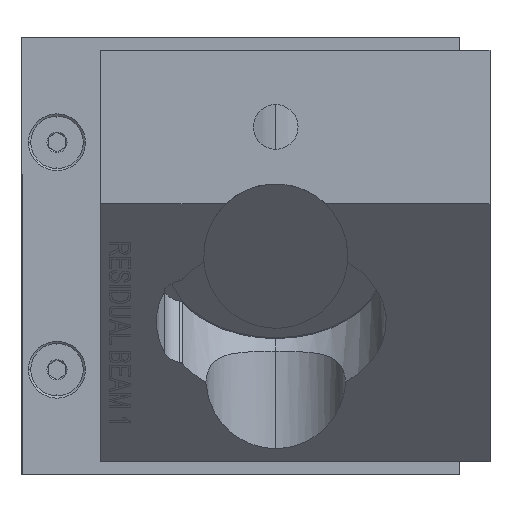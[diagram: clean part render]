
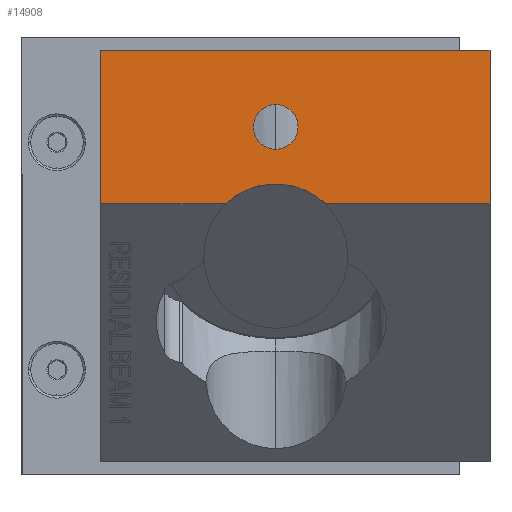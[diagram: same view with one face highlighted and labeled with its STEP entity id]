
A CAD part, left-side view. The second image highlights one B-rep face of the part: STEP entity #14908.
In plain terms, the highlighted planar face has unit normal (-1, 0, 0).
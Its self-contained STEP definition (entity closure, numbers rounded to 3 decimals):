
#7529 = AXIS2_PLACEMENT_3D ( 'NONE', #61767, #104730, #85005 ) ;
#9813 = CIRCLE ( 'NONE', #7529, 2.553 ) ;
#12812 = CARTESIAN_POINT ( 'NONE',  ( -30.562, 6.778, 118.332 ) ) ;
#13989 = AXIS2_PLACEMENT_3D ( 'NONE', #43029, #109175, #119075 ) ;
#14908 = ADVANCED_FACE ( 'NONE', ( #136446, #19585 ), #92804, .T. ) ;
#18024 = DIRECTION ( 'NONE',  ( 0., -1., 0. ) ) ;
#19581 = LINE ( 'NONE', #114659, #50759 ) ;
#19585 = FACE_OUTER_BOUND ( 'NONE', #75728, .T. ) ;
#20287 = CARTESIAN_POINT ( 'NONE',  ( -30.562, 20.365, 88.832 ) ) ;
#20463 = CARTESIAN_POINT ( 'NONE',  ( -30.562, 21.115, 135.832 ) ) ;
#28722 = DIRECTION ( 'NONE',  ( 0., 0., 1. ) ) ;
#28799 = VECTOR ( 'NONE', #18024, 1000. ) ;
#30118 = DIRECTION ( 'NONE',  ( -1., 0., 0. ) ) ;
#30610 = ORIENTED_EDGE ( 'NONE', *, *, #137811, .F. ) ;
#35142 = ORIENTED_EDGE ( 'NONE', *, *, #137723, .F. ) ;
#36696 = VERTEX_POINT ( 'NONE', #39615 ) ;
#39615 = CARTESIAN_POINT ( 'NONE',  ( -30.562, 21.115, 118.332 ) ) ;
#39791 = LINE ( 'NONE', #73500, #118882 ) ;
#41380 = DIRECTION ( 'NONE',  ( 0., -1., 0. ) ) ;
#41498 = ORIENTED_EDGE ( 'NONE', *, *, #95528, .F. ) ;
#42094 = DIRECTION ( 'NONE',  ( 0., 0., 1. ) ) ;
#43029 = CARTESIAN_POINT ( 'NONE',  ( -30.562, 1.115, 112.332 ) ) ;
#44156 = ORIENTED_EDGE ( 'NONE', *, *, #74052, .T. ) ;
#50759 = VECTOR ( 'NONE', #70282, 1000. ) ;
#50855 = VERTEX_POINT ( 'NONE', #12812 ) ;
#51472 = EDGE_LOOP ( 'NONE', ( #41498, #92602 ) ) ;
#51922 = LINE ( 'NONE', #95545, #86717 ) ;
#52008 = CARTESIAN_POINT ( 'NONE',  ( -30.562, -4.547, 118.332 ) ) ;
#60131 = CARTESIAN_POINT ( 'NONE',  ( -30.562, -23.385, 118.332 ) ) ;
#61767 = CARTESIAN_POINT ( 'NONE',  ( -30.562, 1.115, 127.082 ) ) ;
#65655 = DIRECTION ( 'NONE',  ( -1., 0., 0. ) ) ;
#65690 = EDGE_CURVE ( 'NONE', #77464, #130319, #19581, .T. ) ;
#70282 = DIRECTION ( 'NONE',  ( 0., 1., 0. ) ) ;
#70974 = VERTEX_POINT ( 'NONE', #97350 ) ;
#73500 = CARTESIAN_POINT ( 'NONE',  ( -30.562, -23.385, 118.332 ) ) ;
#74052 = EDGE_CURVE ( 'NONE', #50855, #130319, #119593, .T. ) ;
#74452 = CARTESIAN_POINT ( 'NONE',  ( -30.562, -23.385, 88.832 ) ) ;
#74840 = VECTOR ( 'NONE', #42094, 1000. ) ;
#75728 = EDGE_LOOP ( 'NONE', ( #44156, #117533, #95244, #35142, #99746, #30610 ) ) ;
#77464 = VERTEX_POINT ( 'NONE', #60131 ) ;
#81602 = EDGE_CURVE ( 'NONE', #77464, #70974, #118117, .T. ) ;
#85005 = DIRECTION ( 'NONE',  ( 0., 0., 1. ) ) ;
#85029 = CIRCLE ( 'NONE', #125476, 2.553 ) ;
#86717 = VECTOR ( 'NONE', #28722, 1000. ) ;
#88873 = VERTEX_POINT ( 'NONE', #20463 ) ;
#91836 = VERTEX_POINT ( 'NONE', #91986 ) ;
#91986 = CARTESIAN_POINT ( 'NONE',  ( -30.562, 1.115, 129.635 ) ) ;
#92346 = EDGE_CURVE ( 'NONE', #36696, #88873, #51922, .T. ) ;
#92602 = ORIENTED_EDGE ( 'NONE', *, *, #101095, .F. ) ;
#92804 = PLANE ( 'NONE',  #93392 ) ;
#93392 = AXIS2_PLACEMENT_3D ( 'NONE', #20287, #30118, #41380 ) ;
#95244 = ORIENTED_EDGE ( 'NONE', *, *, #81602, .T. ) ;
#95528 = EDGE_CURVE ( 'NONE', #91836, #124733, #85029, .T. ) ;
#95545 = CARTESIAN_POINT ( 'NONE',  ( -30.562, 21.115, 88.832 ) ) ;
#97350 = CARTESIAN_POINT ( 'NONE',  ( -30.562, -23.385, 135.832 ) ) ;
#99746 = ORIENTED_EDGE ( 'NONE', *, *, #92346, .F. ) ;
#101095 = EDGE_CURVE ( 'NONE', #124733, #91836, #9813, .T. ) ;
#104730 = DIRECTION ( 'NONE',  ( -1., 0., 0. ) ) ;
#106612 = DIRECTION ( 'NONE',  ( 0., 1., 0. ) ) ;
#108655 = DIRECTION ( 'NONE',  ( 0., 0., 1. ) ) ;
#109175 = DIRECTION ( 'NONE',  ( 1., 0., 0. ) ) ;
#110060 = CARTESIAN_POINT ( 'NONE',  ( -30.562, 1.115, 127.082 ) ) ;
#112158 = CARTESIAN_POINT ( 'NONE',  ( -30.562, 1.115, 124.53 ) ) ;
#113726 = CARTESIAN_POINT ( 'NONE',  ( -30.562, 20.365, 135.832 ) ) ;
#114659 = CARTESIAN_POINT ( 'NONE',  ( -30.562, -23.385, 118.332 ) ) ;
#117533 = ORIENTED_EDGE ( 'NONE', *, *, #65690, .F. ) ;
#118117 = LINE ( 'NONE', #74452, #74840 ) ;
#118882 = VECTOR ( 'NONE', #106612, 1000. ) ;
#119075 = DIRECTION ( 'NONE',  ( 0., 0., -1. ) ) ;
#119593 = CIRCLE ( 'NONE', #13989, 8.25 ) ;
#124733 = VERTEX_POINT ( 'NONE', #112158 ) ;
#125476 = AXIS2_PLACEMENT_3D ( 'NONE', #110060, #65655, #108655 ) ;
#130319 = VERTEX_POINT ( 'NONE', #52008 ) ;
#133415 = LINE ( 'NONE', #113726, #28799 ) ;
#136446 = FACE_BOUND ( 'NONE', #51472, .T. ) ;
#137723 = EDGE_CURVE ( 'NONE', #88873, #70974, #133415, .T. ) ;
#137811 = EDGE_CURVE ( 'NONE', #50855, #36696, #39791, .T. ) ;
